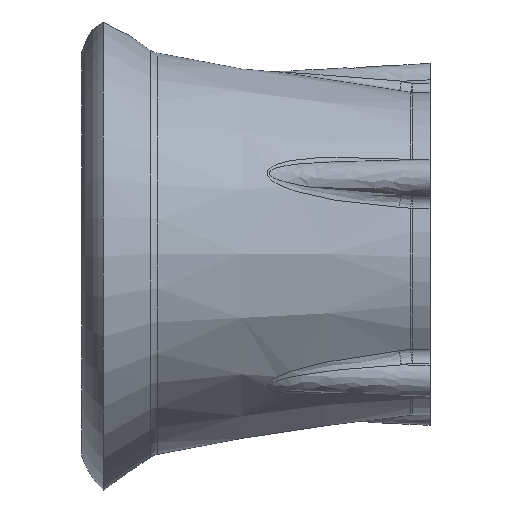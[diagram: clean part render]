
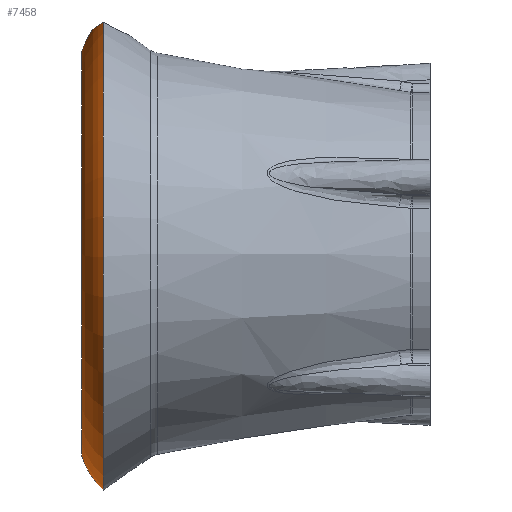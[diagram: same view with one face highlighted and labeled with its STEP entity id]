
A CAD part, left-side view. The second image highlights one B-rep face of the part: STEP entity #7458.
In plain terms, the highlighted toroidal (fillet/blend) face has major radius 60.999 mm and minor radius 24 mm.
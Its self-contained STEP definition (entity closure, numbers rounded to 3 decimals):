
#162=B_SPLINE_CURVE_WITH_KNOTS('',3,(#16805,#16806,#16807,#16808,#16809,
#16810,#16811,#16812,#16813,#16814),.UNSPECIFIED.,.F.,.F.,(4,2,2,2,4),(-0.089,
-0.067,-0.044,-0.022,0.),
 .UNSPECIFIED.);
#164=B_SPLINE_CURVE_WITH_KNOTS('',3,(#16829,#16830,#16831,#16832,#16833,
#16834,#16835,#16836,#16837,#16838),.UNSPECIFIED.,.F.,.F.,(4,2,2,2,4),(-0.089,
-0.066,-0.044,-0.022,0.),
 .UNSPECIFIED.);
#166=B_SPLINE_CURVE_WITH_KNOTS('',3,(#16858,#16859,#16860,#16861,#16862,
#16863,#16864,#16865,#16866,#16867,#16868,#16869,#16870,#16871,#16872,#16873,
#16874,#16875,#16876,#16877,#16878,#16879),.UNSPECIFIED.,.F.,.F.,(4,2,2,
2,2,2,2,2,2,2,4),(0.,0.073,0.164,
0.236,0.559,1.018,1.476,1.802,
1.874,1.965,2.039),.UNSPECIFIED.);
#405=TOROIDAL_SURFACE('',#8071,60.999,24.);
#786=FACE_OUTER_BOUND('',#1281,.T.);
#1281=EDGE_LOOP('',(#5735,#5736,#5737,#5738,#5739,#5740,#5741,#5742,#5743,
#5744));
#1756=CIRCLE('',#8072,67.659);
#1757=CIRCLE('',#8073,24.);
#1758=CIRCLE('',#8074,79.014);
#1759=CIRCLE('',#8075,79.014);
#1760=CIRCLE('',#8076,79.014);
#1761=CIRCLE('',#8077,67.659);
#3277=VERTEX_POINT('',#16803);
#3278=VERTEX_POINT('',#16804);
#3279=VERTEX_POINT('',#16815);
#3280=VERTEX_POINT('',#16828);
#3281=VERTEX_POINT('',#16852);
#3282=VERTEX_POINT('',#16853);
#3283=VERTEX_POINT('',#16855);
#3284=VERTEX_POINT('',#16880);
#4152=EDGE_CURVE('',#3277,#3278,#162,.T.);
#4154=EDGE_CURVE('',#3279,#3280,#164,.T.);
#4156=EDGE_CURVE('',#3281,#3282,#1756,.T.);
#4157=EDGE_CURVE('',#3281,#3283,#1757,.T.);
#4158=EDGE_CURVE('',#3283,#3278,#1758,.T.);
#4159=EDGE_CURVE('',#3277,#3280,#166,.T.);
#4160=EDGE_CURVE('',#3279,#3284,#1759,.T.);
#4161=EDGE_CURVE('',#3284,#3283,#1760,.T.);
#4162=EDGE_CURVE('',#3282,#3281,#1761,.T.);
#5735=ORIENTED_EDGE('',*,*,#4156,.F.);
#5736=ORIENTED_EDGE('',*,*,#4157,.T.);
#5737=ORIENTED_EDGE('',*,*,#4158,.T.);
#5738=ORIENTED_EDGE('',*,*,#4152,.F.);
#5739=ORIENTED_EDGE('',*,*,#4159,.T.);
#5740=ORIENTED_EDGE('',*,*,#4154,.F.);
#5741=ORIENTED_EDGE('',*,*,#4160,.T.);
#5742=ORIENTED_EDGE('',*,*,#4161,.T.);
#5743=ORIENTED_EDGE('',*,*,#4157,.F.);
#5744=ORIENTED_EDGE('',*,*,#4162,.F.);
#7458=ADVANCED_FACE('',(#786),#405,.T.);
#8071=AXIS2_PLACEMENT_3D('',#16851,#9246,#9247);
#8072=AXIS2_PLACEMENT_3D('',#16854,#9248,#9249);
#8073=AXIS2_PLACEMENT_3D('',#16856,#9250,#9251);
#8074=AXIS2_PLACEMENT_3D('',#16857,#9252,#9253);
#8075=AXIS2_PLACEMENT_3D('',#16881,#9254,#9255);
#8076=AXIS2_PLACEMENT_3D('',#16882,#9256,#9257);
#8077=AXIS2_PLACEMENT_3D('',#16883,#9258,#9259);
#9246=DIRECTION('center_axis',(0.,1.,0.));
#9247=DIRECTION('ref_axis',(0.,0.,1.));
#9248=DIRECTION('center_axis',(0.,1.,0.));
#9249=DIRECTION('ref_axis',(1.,0.,0.));
#9250=DIRECTION('center_axis',(-1.,0.,0.));
#9251=DIRECTION('ref_axis',(0.,0.,-1.));
#9252=DIRECTION('center_axis',(0.,1.,0.));
#9253=DIRECTION('ref_axis',(1.,0.,0.));
#9254=DIRECTION('center_axis',(0.,1.,0.));
#9255=DIRECTION('ref_axis',(1.,0.,0.));
#9256=DIRECTION('center_axis',(0.,1.,0.));
#9257=DIRECTION('ref_axis',(1.,0.,0.));
#9258=DIRECTION('center_axis',(0.,1.,0.));
#9259=DIRECTION('ref_axis',(1.,0.,0.));
#16803=CARTESIAN_POINT('',(-14.393,116.582,77.218));
#16804=CARTESIAN_POINT('',(-15.3,116.185,77.404));
#16805=CARTESIAN_POINT('Ctrl Pts',(-14.393,116.582,77.218));
#16806=CARTESIAN_POINT('Ctrl Pts',(-14.441,116.523,77.264));
#16807=CARTESIAN_POINT('Ctrl Pts',(-14.499,116.467,77.304));
#16808=CARTESIAN_POINT('Ctrl Pts',(-14.632,116.369,77.369));
#16809=CARTESIAN_POINT('Ctrl Pts',(-14.706,116.326,77.394));
#16810=CARTESIAN_POINT('Ctrl Pts',(-14.865,116.257,77.426));
#16811=CARTESIAN_POINT('Ctrl Pts',(-14.949,116.231,77.433));
#16812=CARTESIAN_POINT('Ctrl Pts',(-15.122,116.194,77.432));
#16813=CARTESIAN_POINT('Ctrl Pts',(-15.212,116.185,77.422));
#16814=CARTESIAN_POINT('Ctrl Pts',(-15.3,116.185,77.404));
#16815=CARTESIAN_POINT('',(15.858,116.185,77.404));
#16828=CARTESIAN_POINT('',(14.952,116.582,77.218));
#16829=CARTESIAN_POINT('Ctrl Pts',(15.858,116.185,77.404));
#16830=CARTESIAN_POINT('Ctrl Pts',(15.77,116.185,77.422));
#16831=CARTESIAN_POINT('Ctrl Pts',(15.681,116.194,77.432));
#16832=CARTESIAN_POINT('Ctrl Pts',(15.507,116.231,77.433));
#16833=CARTESIAN_POINT('Ctrl Pts',(15.423,116.257,77.426));
#16834=CARTESIAN_POINT('Ctrl Pts',(15.264,116.326,77.394));
#16835=CARTESIAN_POINT('Ctrl Pts',(15.19,116.369,77.369));
#16836=CARTESIAN_POINT('Ctrl Pts',(15.057,116.467,77.304));
#16837=CARTESIAN_POINT('Ctrl Pts',(14.999,116.523,77.264));
#16838=CARTESIAN_POINT('Ctrl Pts',(14.952,116.582,77.218));
#16851=CARTESIAN_POINT('Origin',(0.279,100.328,-0.059));
#16852=CARTESIAN_POINT('',(0.279,123.385,-67.718));
#16853=CARTESIAN_POINT('',(67.938,123.385,-0.059));
#16854=CARTESIAN_POINT('Origin',(0.279,123.385,-0.059));
#16855=CARTESIAN_POINT('',(0.279,116.185,-79.073));
#16856=CARTESIAN_POINT('Origin',(0.279,100.328,-61.058));
#16857=CARTESIAN_POINT('Origin',(0.279,116.185,-0.059));
#16858=CARTESIAN_POINT('Ctrl Pts',(-14.393,116.582,77.218));
#16859=CARTESIAN_POINT('Ctrl Pts',(-14.238,116.777,77.064));
#16860=CARTESIAN_POINT('Ctrl Pts',(-14.04,116.957,76.927));
#16861=CARTESIAN_POINT('Ctrl Pts',(-13.566,117.319,76.654));
#16862=CARTESIAN_POINT('Ctrl Pts',(-13.269,117.5,76.519));
#16863=CARTESIAN_POINT('Ctrl Pts',(-12.724,117.789,76.307));
#16864=CARTESIAN_POINT('Ctrl Pts',(-12.472,117.908,76.221));
#16865=CARTESIAN_POINT('Ctrl Pts',(-11.071,118.511,75.785));
#16866=CARTESIAN_POINT('Ctrl Pts',(-9.566,118.946,75.477));
#16867=CARTESIAN_POINT('Ctrl Pts',(-5.2,119.748,74.905));
#16868=CARTESIAN_POINT('Ctrl Pts',(-2.393,119.95,74.759));
#16869=CARTESIAN_POINT('Ctrl Pts',(2.902,119.952,74.757));
#16870=CARTESIAN_POINT('Ctrl Pts',(5.708,119.753,74.901));
#16871=CARTESIAN_POINT('Ctrl Pts',(10.089,118.955,75.47));
#16872=CARTESIAN_POINT('Ctrl Pts',(11.606,118.519,75.779));
#16873=CARTESIAN_POINT('Ctrl Pts',(13.018,117.914,76.217));
#16874=CARTESIAN_POINT('Ctrl Pts',(13.272,117.795,76.303));
#16875=CARTESIAN_POINT('Ctrl Pts',(13.82,117.504,76.516));
#16876=CARTESIAN_POINT('Ctrl Pts',(14.119,117.322,76.651));
#16877=CARTESIAN_POINT('Ctrl Pts',(14.596,116.959,76.925));
#16878=CARTESIAN_POINT('Ctrl Pts',(14.795,116.778,77.064));
#16879=CARTESIAN_POINT('Ctrl Pts',(14.952,116.582,77.218));
#16880=CARTESIAN_POINT('',(79.293,116.185,-0.059));
#16881=CARTESIAN_POINT('Origin',(0.279,116.185,-0.059));
#16882=CARTESIAN_POINT('Origin',(0.279,116.185,-0.059));
#16883=CARTESIAN_POINT('Origin',(0.279,123.385,-0.059));
